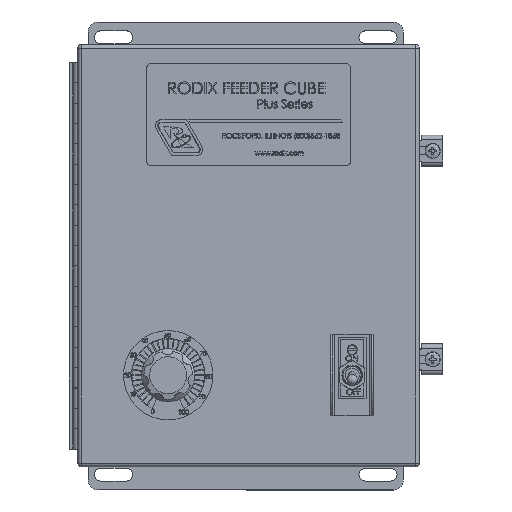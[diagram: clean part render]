
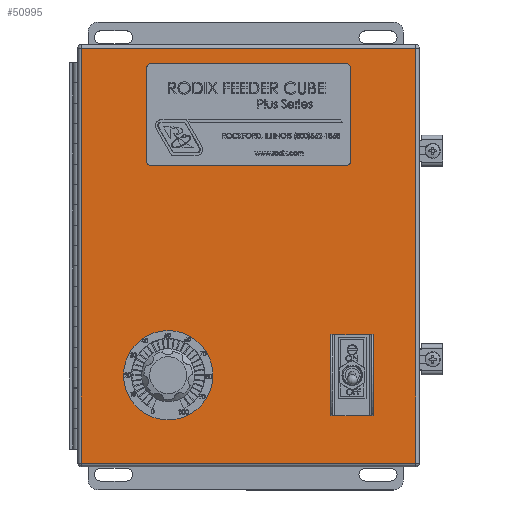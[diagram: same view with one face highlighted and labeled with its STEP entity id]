
A CAD part, top view. The second image highlights one B-rep face of the part: STEP entity #50995.
In plain terms, the highlighted planar face has unit normal (0, 0, 1).
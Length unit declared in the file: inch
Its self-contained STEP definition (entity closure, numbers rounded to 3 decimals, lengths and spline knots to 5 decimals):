
#5538 = DIRECTION ( 'NONE',  ( 0., 1., 0. ) ) ;
#5716 = ORIENTED_EDGE ( 'NONE', *, *, #31973, .T. ) ;
#5722 = EDGE_CURVE ( 'NONE', #42095, #77324, #76505, .T. ) ;
#7750 = VERTEX_POINT ( 'NONE', #60058 ) ;
#8989 = CARTESIAN_POINT ( 'NONE',  ( -4.036, -5.0975, 4.2 ) ) ;
#9341 = VECTOR ( 'NONE', #39068, 39.37008 ) ;
#11615 = CARTESIAN_POINT ( 'NONE',  ( 0., 0., 4.2 ) ) ;
#13052 = PLANE ( 'NONE',  #15985 ) ;
#15985 = AXIS2_PLACEMENT_3D ( 'NONE', #11615, #34268, #64287 ) ;
#17372 = LINE ( 'NONE', #26259, #83601 ) ;
#20285 = LINE ( 'NONE', #36051, #64466 ) ;
#26259 = CARTESIAN_POINT ( 'NONE',  ( -4.036, 5.0975, 4.2 ) ) ;
#27373 = LINE ( 'NONE', #57415, #52028 ) ;
#30289 = EDGE_CURVE ( 'NONE', #77324, #76399, #27373, .T. ) ;
#31973 = EDGE_CURVE ( 'NONE', #7750, #42095, #17372, .T. ) ;
#34268 = DIRECTION ( 'NONE',  ( 0., 0., 1. ) ) ;
#36051 = CARTESIAN_POINT ( 'NONE',  ( 4.174, 5.0975, 4.2 ) ) ;
#39068 = DIRECTION ( 'NONE',  ( 0., -1., 0. ) ) ;
#42095 = VERTEX_POINT ( 'NONE', #60672 ) ;
#49949 = ORIENTED_EDGE ( 'NONE', *, *, #5722, .T. ) ;
#50995 = ADVANCED_FACE ( 'NONE', ( #73654 ), #13052, .T. ) ;
#52028 = VECTOR ( 'NONE', #79613, 39.37008 ) ;
#57415 = CARTESIAN_POINT ( 'NONE',  ( 4.174, -5.0975, 4.2 ) ) ;
#58779 = EDGE_LOOP ( 'NONE', ( #49949, #83011, #59505, #5716 ) ) ;
#59505 = ORIENTED_EDGE ( 'NONE', *, *, #60713, .T. ) ;
#60058 = CARTESIAN_POINT ( 'NONE',  ( 4.174, 5.0975, 4.2 ) ) ;
#60672 = CARTESIAN_POINT ( 'NONE',  ( -4.036, 5.0975, 4.2 ) ) ;
#60713 = EDGE_CURVE ( 'NONE', #76399, #7750, #20285, .T. ) ;
#64287 = DIRECTION ( 'NONE',  ( 1., 0., 0. ) ) ;
#64466 = VECTOR ( 'NONE', #5538, 39.37008 ) ;
#73654 = FACE_OUTER_BOUND ( 'NONE', #58779, .T. ) ;
#76399 = VERTEX_POINT ( 'NONE', #87185 ) ;
#76505 = LINE ( 'NONE', #8989, #9341 ) ;
#77324 = VERTEX_POINT ( 'NONE', #78392 ) ;
#78392 = CARTESIAN_POINT ( 'NONE',  ( -4.036, -5.0975, 4.2 ) ) ;
#79613 = DIRECTION ( 'NONE',  ( 1., 0., 0. ) ) ;
#83011 = ORIENTED_EDGE ( 'NONE', *, *, #30289, .T. ) ;
#83601 = VECTOR ( 'NONE', #86331, 39.37008 ) ;
#86331 = DIRECTION ( 'NONE',  ( -1., 0., 0. ) ) ;
#87185 = CARTESIAN_POINT ( 'NONE',  ( 4.174, -5.0975, 4.2 ) ) ;
